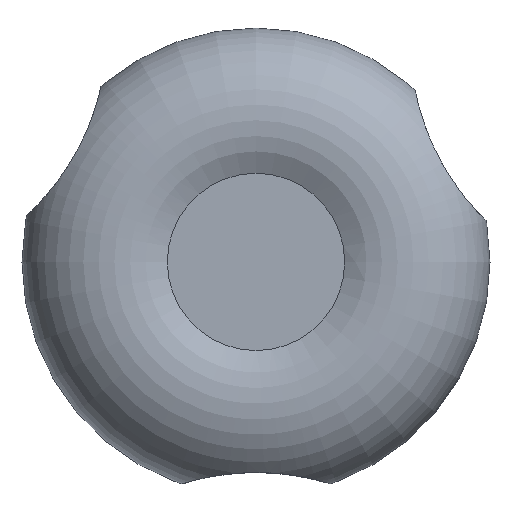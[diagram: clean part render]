
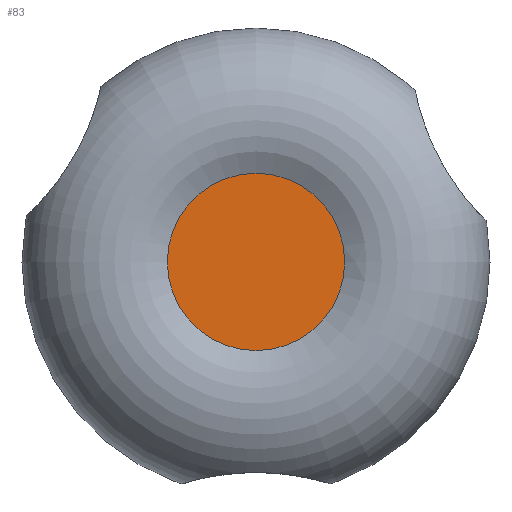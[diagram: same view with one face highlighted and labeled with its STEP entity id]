
A CAD part, top view. The second image highlights one B-rep face of the part: STEP entity #83.
In plain terms, the highlighted planar face has unit normal (0, 0, 1).
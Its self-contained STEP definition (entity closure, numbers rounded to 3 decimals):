
#83 = ADVANCED_FACE( '', ( #182 ), #183, .F. );
#182 = FACE_OUTER_BOUND( '', #304, .T. );
#183 = PLANE( '', #305 );
#304 = EDGE_LOOP( '', ( #473 ) );
#305 = AXIS2_PLACEMENT_3D( '', #474, #475, #476 );
#473 = ORIENTED_EDGE( '', *, *, #686, .T. );
#474 = CARTESIAN_POINT( '', ( 0., 5.683, 21. ) );
#475 = DIRECTION( '', ( 0., 0., -1. ) );
#476 = DIRECTION( '', ( -1., 0., 0. ) );
#686 = EDGE_CURVE( '', #814, #814, #815, .T. );
#814 = VERTEX_POINT( '', #1230 );
#815 = CIRCLE( '', #1231, 5.683 );
#1230 = CARTESIAN_POINT( '', ( 5.683, 0., 21. ) );
#1231 = AXIS2_PLACEMENT_3D( '', #1535, #1536, #1537 );
#1535 = CARTESIAN_POINT( '', ( 0., 0., 21. ) );
#1536 = DIRECTION( '', ( 0., 0., 1. ) );
#1537 = DIRECTION( '', ( 1., 0., 0. ) );
